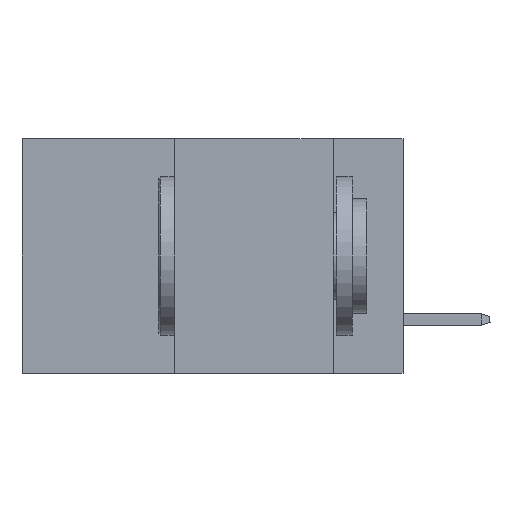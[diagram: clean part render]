
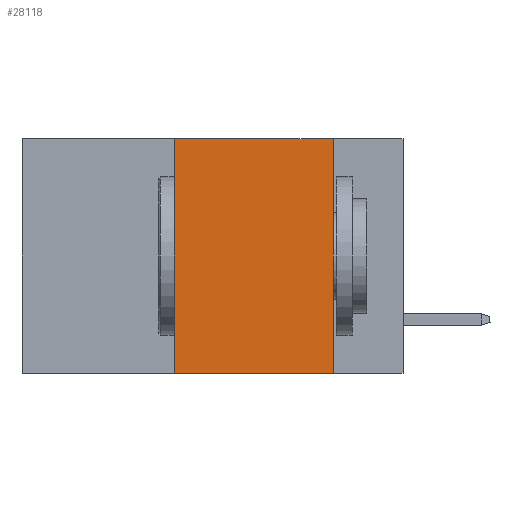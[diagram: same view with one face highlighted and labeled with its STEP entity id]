
A CAD part, left-side view. The second image highlights one B-rep face of the part: STEP entity #28118.
In plain terms, the highlighted planar face has unit normal (-1, 0, 0).
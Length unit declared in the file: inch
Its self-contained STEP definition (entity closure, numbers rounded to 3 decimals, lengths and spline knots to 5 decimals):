
#1080 = FACE_OUTER_BOUND ( 'NONE', #19924, .T. ) ;
#1943 = DIRECTION ( 'NONE',  ( 0., 0., -1. ) ) ;
#2615 = EDGE_CURVE ( 'NONE', #19683, #27876, #2814, .T. ) ;
#2814 = LINE ( 'NONE', #28381, #4228 ) ;
#3224 = CARTESIAN_POINT ( 'NONE',  ( 0., 0.6, -0.37 ) ) ;
#3408 = DIRECTION ( 'NONE',  ( 0., -1., 0. ) ) ;
#4228 = VECTOR ( 'NONE', #23077, 39.37008 ) ;
#9366 = LINE ( 'NONE', #31898, #34759 ) ;
#9453 = ORIENTED_EDGE ( 'NONE', *, *, #18398, .T. ) ;
#9614 = DIRECTION ( 'NONE',  ( 0., 0., -1. ) ) ;
#11042 = CARTESIAN_POINT ( 'NONE',  ( 0., 0.11, 0. ) ) ;
#13918 = CARTESIAN_POINT ( 'NONE',  ( 0., 0.36, -0.37 ) ) ;
#14776 = LINE ( 'NONE', #3224, #21221 ) ;
#18356 = ORIENTED_EDGE ( 'NONE', *, *, #35092, .F. ) ;
#18398 = EDGE_CURVE ( 'NONE', #35808, #36598, #14776, .T. ) ;
#19683 = VERTEX_POINT ( 'NONE', #31313 ) ;
#19886 = CARTESIAN_POINT ( 'NONE',  ( 0., 0.11, -0.37 ) ) ;
#19924 = EDGE_LOOP ( 'NONE', ( #18356, #35719, #32494, #9453 ) ) ;
#21221 = VECTOR ( 'NONE', #3408, 39.37008 ) ;
#23077 = DIRECTION ( 'NONE',  ( 0., -1., 0. ) ) ;
#23379 = DIRECTION ( 'NONE',  ( 0., 0., 1. ) ) ;
#24648 = CARTESIAN_POINT ( 'NONE',  ( 0., 0.11, 0. ) ) ;
#25032 = VECTOR ( 'NONE', #1943, 39.37008 ) ;
#27215 = DIRECTION ( 'NONE',  ( 1., 0., 0. ) ) ;
#27876 = VERTEX_POINT ( 'NONE', #24648 ) ;
#28118 = ADVANCED_FACE ( 'NONE', ( #1080 ), #35190, .F. ) ;
#28381 = CARTESIAN_POINT ( 'NONE',  ( 0., 0.6, 0. ) ) ;
#30817 = AXIS2_PLACEMENT_3D ( 'NONE', #34996, #27215, #9614 ) ;
#31313 = CARTESIAN_POINT ( 'NONE',  ( 0., 0.36, 0. ) ) ;
#31898 = CARTESIAN_POINT ( 'NONE',  ( 0., 0.36, 0. ) ) ;
#32494 = ORIENTED_EDGE ( 'NONE', *, *, #35915, .F. ) ;
#34759 = VECTOR ( 'NONE', #23379, 39.37008 ) ;
#34996 = CARTESIAN_POINT ( 'NONE',  ( 0., 0.6, 0. ) ) ;
#35092 = EDGE_CURVE ( 'NONE', #27876, #36598, #37148, .T. ) ;
#35190 = PLANE ( 'NONE',  #30817 ) ;
#35719 = ORIENTED_EDGE ( 'NONE', *, *, #2615, .F. ) ;
#35808 = VERTEX_POINT ( 'NONE', #13918 ) ;
#35915 = EDGE_CURVE ( 'NONE', #35808, #19683, #9366, .T. ) ;
#36598 = VERTEX_POINT ( 'NONE', #19886 ) ;
#37148 = LINE ( 'NONE', #11042, #25032 ) ;
